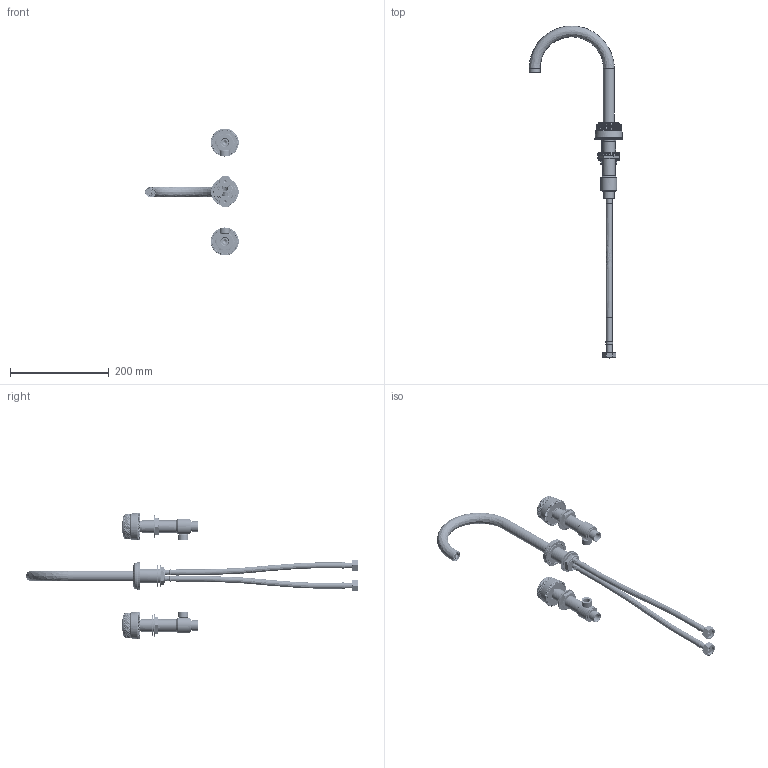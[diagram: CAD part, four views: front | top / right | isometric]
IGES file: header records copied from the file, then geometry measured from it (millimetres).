
Global section: file name: T11KA15-CBR CCR; native system: Autodesk Inventor 2024; preprocessor: unknown; author: kwhieldon; date: 20240327.132435; units: millimetre
Bounding box: 189.21 x 671.42 x 256.42 mm (x, y, z)
Volume: 463842.3 mm3; surface area: 218275.1 mm2
Topology: 38 solids, 38 shells, 12279 faces, 27661 edges, 15599 vertices
Faces by surface type: bspline 12279
